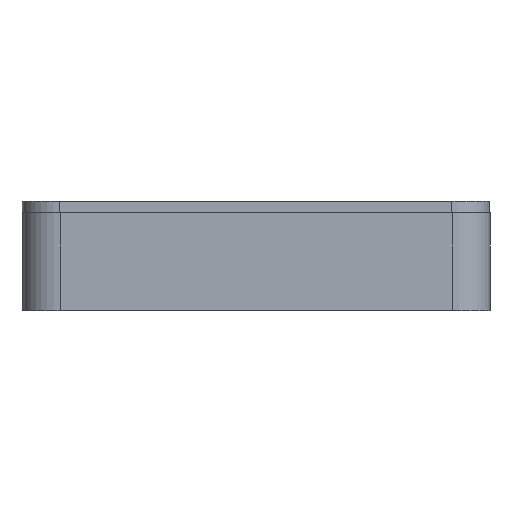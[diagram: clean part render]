
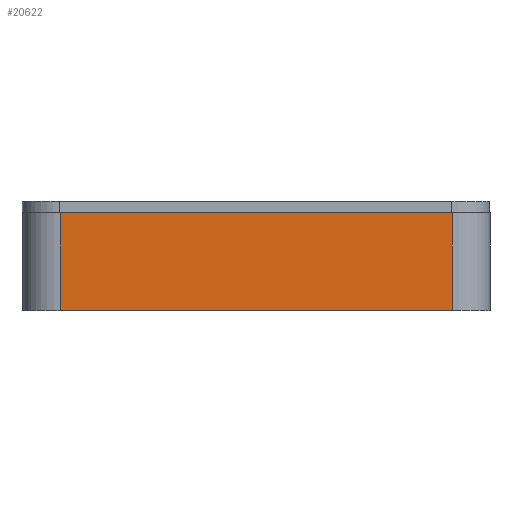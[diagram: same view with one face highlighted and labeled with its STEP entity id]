
A CAD part, left-side view. The second image highlights one B-rep face of the part: STEP entity #20622.
In plain terms, the highlighted planar face has unit normal (-1, 0, 0).
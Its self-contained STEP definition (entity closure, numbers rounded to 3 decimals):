
#2652=FACE_OUTER_BOUND('',#3849,.T.);
#3849=EDGE_LOOP('',(#18746,#18747,#18748,#18749));
#5985=LINE('',#35610,#8150);
#5993=LINE('',#35627,#8158);
#6006=LINE('',#35668,#8171);
#6027=LINE('',#35730,#8192);
#8150=VECTOR('',#27099,10.);
#8158=VECTOR('',#27111,10.);
#8171=VECTOR('',#27146,10.);
#8192=VECTOR('',#27217,10.);
#10047=VERTEX_POINT('',#35603);
#10050=VERTEX_POINT('',#35608);
#10057=VERTEX_POINT('',#35626);
#10074=VERTEX_POINT('',#35667);
#12923=EDGE_CURVE('',#10050,#10047,#5985,.T.);
#12931=EDGE_CURVE('',#10047,#10057,#5993,.T.);
#12952=EDGE_CURVE('',#10057,#10074,#6006,.T.);
#12983=EDGE_CURVE('',#10050,#10074,#6027,.T.);
#18746=ORIENTED_EDGE('',*,*,#12923,.F.);
#18747=ORIENTED_EDGE('',*,*,#12983,.T.);
#18748=ORIENTED_EDGE('',*,*,#12952,.F.);
#18749=ORIENTED_EDGE('',*,*,#12931,.F.);
#19511=PLANE('',#22200);
#20622=ADVANCED_FACE('',(#2652),#19511,.T.);
#22200=AXIS2_PLACEMENT_3D('',#35729,#27215,#27216);
#27099=DIRECTION('',(0.,0.,1.));
#27111=DIRECTION('',(0.,-1.,0.));
#27146=DIRECTION('',(0.,0.,-1.));
#27215=DIRECTION('center_axis',(-1.,0.,0.));
#27216=DIRECTION('ref_axis',(0.,-1.,0.));
#27217=DIRECTION('',(0.,-1.,0.));
#35603=CARTESIAN_POINT('',(-9.5,47.575,13.));
#35608=CARTESIAN_POINT('',(-9.5,47.575,0.));
#35610=CARTESIAN_POINT('',(-9.5,47.575,0.));
#35626=CARTESIAN_POINT('',(-9.5,-4.5,13.));
#35627=CARTESIAN_POINT('',(-9.5,52.575,13.));
#35667=CARTESIAN_POINT('',(-9.5,-4.5,0.));
#35668=CARTESIAN_POINT('',(-9.5,-4.5,0.));
#35729=CARTESIAN_POINT('Origin',(-9.5,52.575,0.));
#35730=CARTESIAN_POINT('',(-9.5,52.575,0.));
